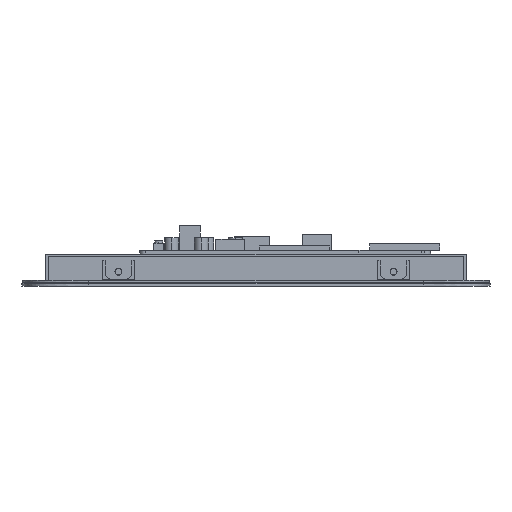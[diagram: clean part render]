
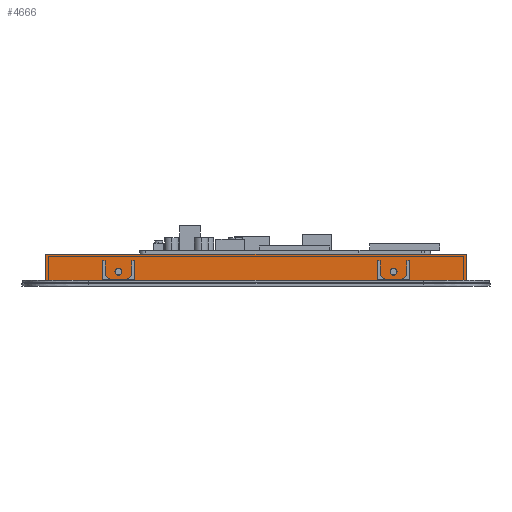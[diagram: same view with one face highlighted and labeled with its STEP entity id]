
A CAD part, left-side view. The second image highlights one B-rep face of the part: STEP entity #4666.
In plain terms, the highlighted planar face has unit normal (-1, 0, 0).
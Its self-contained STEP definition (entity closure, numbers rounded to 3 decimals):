
#1986=CARTESIAN_POINT('',(14.9,172.42,4.5));
#1987=DIRECTION('',(1.,0.,0.));
#1988=DIRECTION('',(0.,0.,-1.));
#1989=AXIS2_PLACEMENT_3D('',#1986,#1987,#1988);
#1991=DIRECTION('',(0.,0.,1.));
#1992=VECTOR('',#1991,5.2);
#1993=CARTESIAN_POINT('',(14.9,175.42,4.5));
#1994=LINE('',#1993,#1992);
#1995=DIRECTION('',(0.,1.,0.));
#1996=VECTOR('',#1995,1.);
#1997=CARTESIAN_POINT('',(14.9,175.42,9.7));
#1998=LINE('',#1997,#1996);
#1999=DIRECTION('',(0.,1.,0.));
#2000=VECTOR('',#1999,25.456);
#2001=CARTESIAN_POINT('',(14.9,176.42,1.));
#2002=LINE('',#2001,#2000);
#2003=DIRECTION('',(0.,0.,-1.));
#2004=VECTOR('',#2003,11.7);
#2005=CARTESIAN_POINT('',(14.9,14.165,12.7));
#2006=LINE('',#2005,#2004);
#2007=DIRECTION('',(0.,1.,0.));
#2008=VECTOR('',#2007,25.456);
#2009=CARTESIAN_POINT('',(14.9,14.165,1.));
#2010=LINE('',#2009,#2008);
#2011=DIRECTION('',(0.,0.,1.));
#2012=VECTOR('',#2011,8.7);
#2013=CARTESIAN_POINT('',(14.9,39.62,1.));
#2014=LINE('',#2013,#2012);
#2015=DIRECTION('',(0.,1.,0.));
#2016=VECTOR('',#2015,1.);
#2017=CARTESIAN_POINT('',(14.9,39.62,9.7));
#2018=LINE('',#2017,#2016);
#2019=CARTESIAN_POINT('',(14.9,43.62,4.5));
#2020=DIRECTION('',(1.,0.,0.));
#2021=DIRECTION('',(0.,-1.,0.));
#2022=AXIS2_PLACEMENT_3D('',#2019,#2020,#2021);
#2024=CARTESIAN_POINT('',(14.9,49.62,4.5));
#2025=DIRECTION('',(1.,0.,0.));
#2026=DIRECTION('',(0.,0.,-1.));
#2027=AXIS2_PLACEMENT_3D('',#2024,#2025,#2026);
#2029=DIRECTION('',(0.,0.,1.));
#2030=VECTOR('',#2029,5.2);
#2031=CARTESIAN_POINT('',(14.9,52.62,4.5));
#2032=LINE('',#2031,#2030);
#2033=DIRECTION('',(0.,1.,0.));
#2034=VECTOR('',#2033,1.);
#2035=CARTESIAN_POINT('',(14.9,52.62,9.7));
#2036=LINE('',#2035,#2034);
#2037=DIRECTION('',(0.,1.,0.));
#2038=VECTOR('',#2037,108.8);
#2039=CARTESIAN_POINT('',(14.9,53.62,1.));
#2040=LINE('',#2039,#2038);
#2041=DIRECTION('',(0.,0.,1.));
#2042=VECTOR('',#2041,8.7);
#2043=CARTESIAN_POINT('',(14.9,162.42,1.));
#2044=LINE('',#2043,#2042);
#2045=DIRECTION('',(0.,1.,0.));
#2046=VECTOR('',#2045,1.);
#2047=CARTESIAN_POINT('',(14.9,162.42,9.7));
#2048=LINE('',#2047,#2046);
#2049=CARTESIAN_POINT('',(14.9,166.42,4.5));
#2050=DIRECTION('',(1.,0.,0.));
#2051=DIRECTION('',(0.,-1.,0.));
#2052=AXIS2_PLACEMENT_3D('',#2049,#2050,#2051);
#2054=CARTESIAN_POINT('',(14.9,46.62,4.85));
#2055=DIRECTION('',(-1.,0.,0.));
#2056=DIRECTION('',(0.,0.,-1.));
#2057=AXIS2_PLACEMENT_3D('',#2054,#2055,#2056);
#2059=CARTESIAN_POINT('',(14.9,46.62,4.85));
#2060=DIRECTION('',(-1.,0.,0.));
#2061=DIRECTION('',(0.,0.,1.));
#2062=AXIS2_PLACEMENT_3D('',#2059,#2060,#2061);
#2064=CARTESIAN_POINT('',(14.9,169.42,4.85));
#2065=DIRECTION('',(-1.,0.,0.));
#2066=DIRECTION('',(0.,0.,-1.));
#2067=AXIS2_PLACEMENT_3D('',#2064,#2065,#2066);
#2069=CARTESIAN_POINT('',(14.9,169.42,4.85));
#2070=DIRECTION('',(-1.,0.,0.));
#2071=DIRECTION('',(0.,0.,1.));
#2072=AXIS2_PLACEMENT_3D('',#2069,#2070,#2071);
#2074=DIRECTION('',(0.,-1.,0.));
#2075=VECTOR('',#2074,6.);
#2076=CARTESIAN_POINT('',(14.9,172.42,1.5));
#2077=LINE('',#2076,#2075);
#2150=DIRECTION('',(0.,0.,1.));
#2151=VECTOR('',#2150,5.2);
#2152=CARTESIAN_POINT('',(14.9,163.42,4.5));
#2153=LINE('',#2152,#2151);
#2198=DIRECTION('',(0.,0.,1.));
#2199=VECTOR('',#2198,8.7);
#2200=CARTESIAN_POINT('',(14.9,176.42,1.));
#2201=LINE('',#2200,#2199);
#2230=DIRECTION('',(0.,0.,1.));
#2231=VECTOR('',#2230,8.7);
#2232=CARTESIAN_POINT('',(14.9,53.62,1.));
#2233=LINE('',#2232,#2231);
#2262=DIRECTION('',(0.,0.,1.));
#2263=VECTOR('',#2262,5.2);
#2264=CARTESIAN_POINT('',(14.9,40.62,4.5));
#2265=LINE('',#2264,#2263);
#2282=DIRECTION('',(0.,-1.,0.));
#2283=VECTOR('',#2282,6.);
#2284=CARTESIAN_POINT('',(14.9,49.62,1.5));
#2285=LINE('',#2284,#2283);
#2800=DIRECTION('',(0.,1.,0.));
#2801=VECTOR('',#2800,187.711);
#2802=CARTESIAN_POINT('',(14.9,14.165,12.7));
#2803=LINE('',#2802,#2801);
#2994=DIRECTION('',(0.,0.,-1.));
#2995=VECTOR('',#2994,11.7);
#2996=CARTESIAN_POINT('',(14.9,201.876,12.7));
#2997=LINE('',#2996,#2995);
#3600=CARTESIAN_POINT('',(14.9,201.876,1.));
#3601=VERTEX_POINT('',#3600);
#3602=CARTESIAN_POINT('',(14.9,176.42,1.));
#3603=VERTEX_POINT('',#3602);
#3608=CARTESIAN_POINT('',(14.9,162.42,1.));
#3609=VERTEX_POINT('',#3608);
#3610=CARTESIAN_POINT('',(14.9,53.62,1.));
#3611=VERTEX_POINT('',#3610);
#3616=CARTESIAN_POINT('',(14.9,39.62,1.));
#3617=VERTEX_POINT('',#3616);
#3618=CARTESIAN_POINT('',(14.9,14.165,1.));
#3619=VERTEX_POINT('',#3618);
#3636=CARTESIAN_POINT('',(14.9,14.165,12.7));
#3637=VERTEX_POINT('',#3636);
#3640=CARTESIAN_POINT('',(14.9,172.42,1.5));
#3641=CARTESIAN_POINT('',(14.9,166.42,1.5));
#3642=VERTEX_POINT('',#3640);
#3643=VERTEX_POINT('',#3641);
#3644=CARTESIAN_POINT('',(14.9,175.42,4.5));
#3645=VERTEX_POINT('',#3644);
#3646=CARTESIAN_POINT('',(14.9,175.42,9.7));
#3647=VERTEX_POINT('',#3646);
#3648=CARTESIAN_POINT('',(14.9,176.42,9.7));
#3649=VERTEX_POINT('',#3648);
#3650=CARTESIAN_POINT('',(14.9,201.876,12.7));
#3651=VERTEX_POINT('',#3650);
#3652=CARTESIAN_POINT('',(14.9,39.62,9.7));
#3653=VERTEX_POINT('',#3652);
#3654=CARTESIAN_POINT('',(14.9,40.62,9.7));
#3655=VERTEX_POINT('',#3654);
#3656=CARTESIAN_POINT('',(14.9,40.62,4.5));
#3657=VERTEX_POINT('',#3656);
#3658=CARTESIAN_POINT('',(14.9,43.62,1.5));
#3659=VERTEX_POINT('',#3658);
#3660=CARTESIAN_POINT('',(14.9,49.62,1.5));
#3661=VERTEX_POINT('',#3660);
#3662=CARTESIAN_POINT('',(14.9,52.62,4.5));
#3663=VERTEX_POINT('',#3662);
#3664=CARTESIAN_POINT('',(14.9,52.62,9.7));
#3665=VERTEX_POINT('',#3664);
#3666=CARTESIAN_POINT('',(14.9,53.62,9.7));
#3667=VERTEX_POINT('',#3666);
#3668=CARTESIAN_POINT('',(14.9,162.42,9.7));
#3669=VERTEX_POINT('',#3668);
#3670=CARTESIAN_POINT('',(14.9,163.42,9.7));
#3671=VERTEX_POINT('',#3670);
#3672=CARTESIAN_POINT('',(14.9,163.42,4.5));
#3673=VERTEX_POINT('',#3672);
#3674=CARTESIAN_POINT('',(14.9,46.62,3.3));
#3675=CARTESIAN_POINT('',(14.9,46.62,6.4));
#3676=VERTEX_POINT('',#3674);
#3677=VERTEX_POINT('',#3675);
#3678=CARTESIAN_POINT('',(14.9,169.42,3.3));
#3679=CARTESIAN_POINT('',(14.9,169.42,6.4));
#3680=VERTEX_POINT('',#3678);
#3681=VERTEX_POINT('',#3679);
#4603=CARTESIAN_POINT('',(14.9,15.915,12.7));
#4604=DIRECTION('',(1.,0.,0.));
#4605=DIRECTION('',(0.,1.,0.));
#4606=AXIS2_PLACEMENT_3D('',#4603,#4604,#4605);
#4607=PLANE('',#4606);
#4609=ORIENTED_EDGE('',*,*,#4608,.F.);
#4611=ORIENTED_EDGE('',*,*,#4610,.T.);
#4613=ORIENTED_EDGE('',*,*,#4612,.T.);
#4615=ORIENTED_EDGE('',*,*,#4614,.T.);
#4617=ORIENTED_EDGE('',*,*,#4616,.F.);
#4618=ORIENTED_EDGE('',*,*,#4427,.T.);
#4620=ORIENTED_EDGE('',*,*,#4619,.F.);
#4622=ORIENTED_EDGE('',*,*,#4621,.F.);
#4623=ORIENTED_EDGE('',*,*,#4544,.T.);
#4624=ORIENTED_EDGE('',*,*,#4443,.T.);
#4626=ORIENTED_EDGE('',*,*,#4625,.T.);
#4628=ORIENTED_EDGE('',*,*,#4627,.T.);
#4630=ORIENTED_EDGE('',*,*,#4629,.F.);
#4632=ORIENTED_EDGE('',*,*,#4631,.T.);
#4634=ORIENTED_EDGE('',*,*,#4633,.F.);
#4636=ORIENTED_EDGE('',*,*,#4635,.T.);
#4638=ORIENTED_EDGE('',*,*,#4637,.T.);
#4640=ORIENTED_EDGE('',*,*,#4639,.T.);
#4642=ORIENTED_EDGE('',*,*,#4641,.F.);
#4643=ORIENTED_EDGE('',*,*,#4435,.T.);
#4645=ORIENTED_EDGE('',*,*,#4644,.T.);
#4647=ORIENTED_EDGE('',*,*,#4646,.T.);
#4649=ORIENTED_EDGE('',*,*,#4648,.F.);
#4651=ORIENTED_EDGE('',*,*,#4650,.T.);
#4652=EDGE_LOOP('',(#4609,#4611,#4613,#4615,#4617,#4618,#4620,#4622,#4623,#4624,
#4626,#4628,#4630,#4632,#4634,#4636,#4638,#4640,#4642,#4643,#4645,#4647,#4649,
#4651));
#4653=FACE_OUTER_BOUND('',#4652,.F.);
#4655=ORIENTED_EDGE('',*,*,#4654,.T.);
#4657=ORIENTED_EDGE('',*,*,#4656,.T.);
#4658=EDGE_LOOP('',(#4655,#4657));
#4659=FACE_BOUND('',#4658,.F.);
#4661=ORIENTED_EDGE('',*,*,#4660,.T.);
#4663=ORIENTED_EDGE('',*,*,#4662,.T.);
#4664=EDGE_LOOP('',(#4661,#4663));
#4665=FACE_BOUND('',#4664,.F.);
#1990=CIRCLE('',#1989,3.);
#2023=CIRCLE('',#2022,3.);
#2028=CIRCLE('',#2027,3.);
#2053=CIRCLE('',#2052,3.);
#2058=CIRCLE('',#2057,1.55);
#2063=CIRCLE('',#2062,1.55);
#2068=CIRCLE('',#2067,1.55);
#2073=CIRCLE('',#2072,1.55);
#4427=EDGE_CURVE('',#3603,#3601,#2002,.T.);
#4435=EDGE_CURVE('',#3611,#3609,#2040,.T.);
#4443=EDGE_CURVE('',#3619,#3617,#2010,.T.);
#4544=EDGE_CURVE('',#3637,#3619,#2006,.T.);
#4608=EDGE_CURVE('',#3642,#3643,#2077,.T.);
#4610=EDGE_CURVE('',#3642,#3645,#1990,.T.);
#4612=EDGE_CURVE('',#3645,#3647,#1994,.T.);
#4614=EDGE_CURVE('',#3647,#3649,#1998,.T.);
#4616=EDGE_CURVE('',#3603,#3649,#2201,.T.);
#4619=EDGE_CURVE('',#3651,#3601,#2997,.T.);
#4621=EDGE_CURVE('',#3637,#3651,#2803,.T.);
#4625=EDGE_CURVE('',#3617,#3653,#2014,.T.);
#4627=EDGE_CURVE('',#3653,#3655,#2018,.T.);
#4629=EDGE_CURVE('',#3657,#3655,#2265,.T.);
#4631=EDGE_CURVE('',#3657,#3659,#2023,.T.);
#4633=EDGE_CURVE('',#3661,#3659,#2285,.T.);
#4635=EDGE_CURVE('',#3661,#3663,#2028,.T.);
#4637=EDGE_CURVE('',#3663,#3665,#2032,.T.);
#4639=EDGE_CURVE('',#3665,#3667,#2036,.T.);
#4641=EDGE_CURVE('',#3611,#3667,#2233,.T.);
#4644=EDGE_CURVE('',#3609,#3669,#2044,.T.);
#4646=EDGE_CURVE('',#3669,#3671,#2048,.T.);
#4648=EDGE_CURVE('',#3673,#3671,#2153,.T.);
#4650=EDGE_CURVE('',#3673,#3643,#2053,.T.);
#4654=EDGE_CURVE('',#3676,#3677,#2058,.T.);
#4656=EDGE_CURVE('',#3677,#3676,#2063,.T.);
#4660=EDGE_CURVE('',#3680,#3681,#2068,.T.);
#4662=EDGE_CURVE('',#3681,#3680,#2073,.T.);
#4666=ADVANCED_FACE('',(#4653,#4659,#4665),#4607,.F.);
